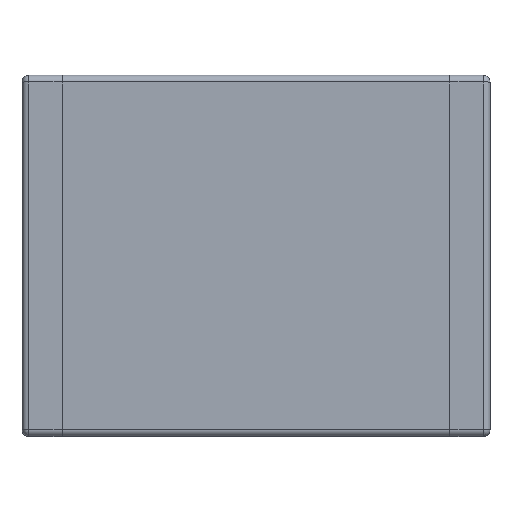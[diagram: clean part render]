
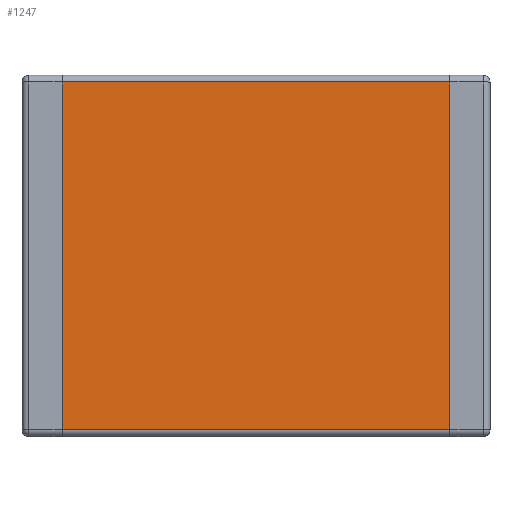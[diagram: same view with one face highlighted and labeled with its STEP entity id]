
A CAD part, top view. The second image highlights one B-rep face of the part: STEP entity #1247.
In plain terms, the highlighted planar face has unit normal (0, 0, 1).
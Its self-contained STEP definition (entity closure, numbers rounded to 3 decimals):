
#1127 = VERTEX_POINT('',#1128);
#1128 = CARTESIAN_POINT('',(3.2,2.65,1.5));
#1135 = EDGE_CURVE('',#1136,#1127,#1138,.T.);
#1136 = VERTEX_POINT('',#1137);
#1137 = CARTESIAN_POINT('',(3.2,0.05,1.5));
#1138 = LINE('',#1139,#1140);
#1139 = CARTESIAN_POINT('',(3.2,0.,1.5));
#1140 = VECTOR('',#1141,1.);
#1141 = DIRECTION('',(0.,1.,0.));
#1159 = VERTEX_POINT('',#1160);
#1160 = CARTESIAN_POINT('',(0.3,0.05,1.5));
#1167 = EDGE_CURVE('',#1159,#1136,#1168,.T.);
#1168 = LINE('',#1169,#1170);
#1169 = CARTESIAN_POINT('',(0.,0.05,1.5));
#1170 = VECTOR('',#1171,1.);
#1171 = DIRECTION('',(1.,0.,0.));
#1211 = VERTEX_POINT('',#1212);
#1212 = CARTESIAN_POINT('',(0.3,2.65,1.5));
#1219 = EDGE_CURVE('',#1159,#1211,#1220,.T.);
#1220 = LINE('',#1221,#1222);
#1221 = CARTESIAN_POINT('',(0.3,0.,1.5));
#1222 = VECTOR('',#1223,1.);
#1223 = DIRECTION('',(0.,1.,0.));
#1247 = ADVANCED_FACE('',(#1248),#1259,.T.);
#1248 = FACE_BOUND('',#1249,.T.);
#1249 = EDGE_LOOP('',(#1250,#1251,#1252,#1253));
#1250 = ORIENTED_EDGE('',*,*,#1219,.F.);
#1251 = ORIENTED_EDGE('',*,*,#1167,.T.);
#1252 = ORIENTED_EDGE('',*,*,#1135,.T.);
#1253 = ORIENTED_EDGE('',*,*,#1254,.F.);
#1254 = EDGE_CURVE('',#1211,#1127,#1255,.T.);
#1255 = LINE('',#1256,#1257);
#1256 = CARTESIAN_POINT('',(0.,2.65,1.5));
#1257 = VECTOR('',#1258,1.);
#1258 = DIRECTION('',(1.,0.,0.));
#1259 = PLANE('',#1260);
#1260 = AXIS2_PLACEMENT_3D('',#1261,#1262,#1263);
#1261 = CARTESIAN_POINT('',(0.,0.,1.5));
#1262 = DIRECTION('',(0.,0.,1.));
#1263 = DIRECTION('',(1.,0.,0.));
